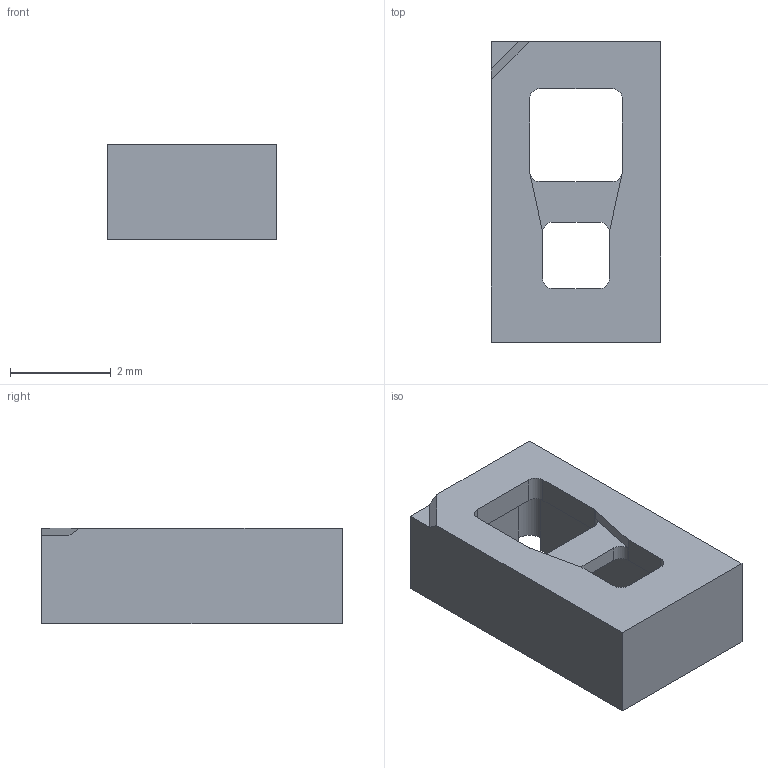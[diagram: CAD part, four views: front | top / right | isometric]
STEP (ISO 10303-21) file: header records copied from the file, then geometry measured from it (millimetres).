
FILE_DESCRIPTION (( 'STEP AP214' ), '1' );
FILE_NAME ('TMF882x-RB-V2-05-02.STEP', '2022-06-15T09:12:39', ( '' ), ( '' ), 'SwSTEP 2.0', 'SolidWorks 2020', '' );
FILE_SCHEMA (( 'AUTOMOTIVE_DESIGN' ));
Length unit declared in the file: millimetre
Products named in the file (1): TMF882x-RB-V2-05-02
Bounding box: 3.35 x 5.95 x 1.9 mm (x, y, z)
Volume: 19.6 mm3; surface area: 94.6 mm2
Topology: 1 solids, 1 shells, 38 faces, 106 edges, 70 vertices
Faces by surface type: plane 24, cylinder 14
Entity records: 1266 total; most frequent: CARTESIAN_POINT 215, DIRECTION 214, ORIENTED_EDGE 212, EDGE_CURVE 106, VECTOR 76, LINE 76, VERTEX_POINT 70, AXIS2_PLACEMENT_3D 69
